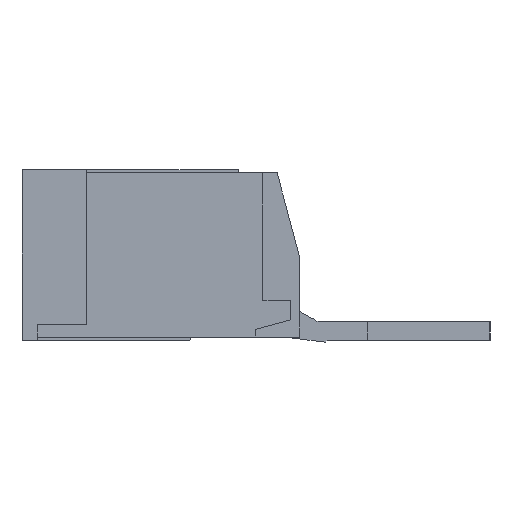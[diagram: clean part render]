
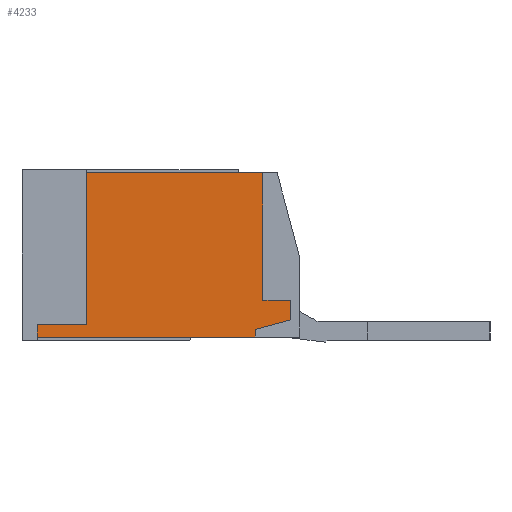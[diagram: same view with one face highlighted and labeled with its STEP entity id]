
A CAD part, left-side view. The second image highlights one B-rep face of the part: STEP entity #4233.
In plain terms, the highlighted planar face has unit normal (-1, 0, 0).
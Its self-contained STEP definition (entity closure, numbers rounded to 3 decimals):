
#46=DIRECTION('',(0.,1.,0.));
#47=VECTOR('',#46,11.5);
#48=CARTESIAN_POINT('',(0.,2.4,10.7));
#49=LINE('',#48,#47);
#374=DIRECTION('',(0.,0.,-1.));
#375=VECTOR('',#374,8.3);
#376=CARTESIAN_POINT('',(0.,2.4,10.7));
#377=LINE('',#376,#375);
#378=DIRECTION('',(0.,-1.,0.));
#379=VECTOR('',#378,1.8);
#380=CARTESIAN_POINT('',(0.,2.4,2.4));
#381=LINE('',#380,#379);
#382=DIRECTION('',(0.,0.,-1.));
#383=VECTOR('',#382,1.28);
#384=CARTESIAN_POINT('',(0.,0.6,2.4));
#385=LINE('',#384,#383);
#386=DIRECTION('',(0.,0.966,-0.259));
#387=VECTOR('',#386,2.395);
#388=CARTESIAN_POINT('',(0.,0.6,1.12));
#389=LINE('',#388,#387);
#390=DIRECTION('',(0.,0.,1.));
#391=VECTOR('',#390,0.5);
#392=CARTESIAN_POINT('',(0.,2.914,0.));
#393=LINE('',#392,#391);
#394=DIRECTION('',(0.,0.,-1.));
#395=VECTOR('',#394,0.8);
#396=CARTESIAN_POINT('',(0.,17.1,0.8));
#397=LINE('',#396,#395);
#398=DIRECTION('',(0.,1.,0.));
#399=VECTOR('',#398,3.2);
#400=CARTESIAN_POINT('',(0.,13.9,0.8));
#401=LINE('',#400,#399);
#402=DIRECTION('',(0.,0.,-1.));
#403=VECTOR('',#402,9.9);
#404=CARTESIAN_POINT('',(0.,13.9,10.7));
#405=LINE('',#404,#403);
#474=DIRECTION('',(0.,1.,0.));
#475=VECTOR('',#474,14.186);
#476=CARTESIAN_POINT('',(0.,2.914,0.));
#477=LINE('',#476,#475);
#2914=CARTESIAN_POINT('',(0.,2.4,10.7));
#2915=VERTEX_POINT('',#2914);
#2918=CARTESIAN_POINT('',(0.,2.914,0.));
#2919=VERTEX_POINT('',#2918);
#2920=CARTESIAN_POINT('',(0.,2.4,2.4));
#2921=VERTEX_POINT('',#2920);
#2922=CARTESIAN_POINT('',(0.,0.6,2.4));
#2923=VERTEX_POINT('',#2922);
#2924=CARTESIAN_POINT('',(0.,0.6,1.12));
#2925=VERTEX_POINT('',#2924);
#2926=CARTESIAN_POINT('',(0.,2.914,0.5));
#2927=VERTEX_POINT('',#2926);
#3198=CARTESIAN_POINT('',(0.,13.9,10.7));
#3199=VERTEX_POINT('',#3198);
#3200=CARTESIAN_POINT('',(0.,17.1,0.));
#3201=VERTEX_POINT('',#3200);
#3202=CARTESIAN_POINT('',(0.,13.9,0.8));
#3203=VERTEX_POINT('',#3202);
#3204=CARTESIAN_POINT('',(0.,17.1,0.8));
#3205=VERTEX_POINT('',#3204);
#4210=CARTESIAN_POINT('',(0.,18.1,10.9));
#4211=DIRECTION('',(-1.,0.,0.));
#4212=DIRECTION('',(0.,0.,1.));
#4213=AXIS2_PLACEMENT_3D('',#4210,#4211,#4212);
#4214=PLANE('',#4213);
#4216=ORIENTED_EDGE('',*,*,#4215,.T.);
#4218=ORIENTED_EDGE('',*,*,#4217,.T.);
#4220=ORIENTED_EDGE('',*,*,#4219,.T.);
#4222=ORIENTED_EDGE('',*,*,#4221,.T.);
#4224=ORIENTED_EDGE('',*,*,#4223,.F.);
#4226=ORIENTED_EDGE('',*,*,#4225,.T.);
#4227=ORIENTED_EDGE('',*,*,#4187,.F.);
#4228=ORIENTED_EDGE('',*,*,#4204,.F.);
#4229=ORIENTED_EDGE('',*,*,#3801,.F.);
#4230=ORIENTED_EDGE('',*,*,#3830,.F.);
#4231=EDGE_LOOP('',(#4216,#4218,#4220,#4222,#4224,#4226,#4227,#4228,#4229,
#4230));
#4232=FACE_OUTER_BOUND('',#4231,.F.);
#3801=EDGE_CURVE('',#3199,#3203,#405,.T.);
#3830=EDGE_CURVE('',#2915,#3199,#49,.T.);
#4187=EDGE_CURVE('',#3205,#3201,#397,.T.);
#4204=EDGE_CURVE('',#3203,#3205,#401,.T.);
#4215=EDGE_CURVE('',#2915,#2921,#377,.T.);
#4217=EDGE_CURVE('',#2921,#2923,#381,.T.);
#4219=EDGE_CURVE('',#2923,#2925,#385,.T.);
#4221=EDGE_CURVE('',#2925,#2927,#389,.T.);
#4223=EDGE_CURVE('',#2919,#2927,#393,.T.);
#4225=EDGE_CURVE('',#2919,#3201,#477,.T.);
#4233=ADVANCED_FACE('',(#4232),#4214,.T.);
